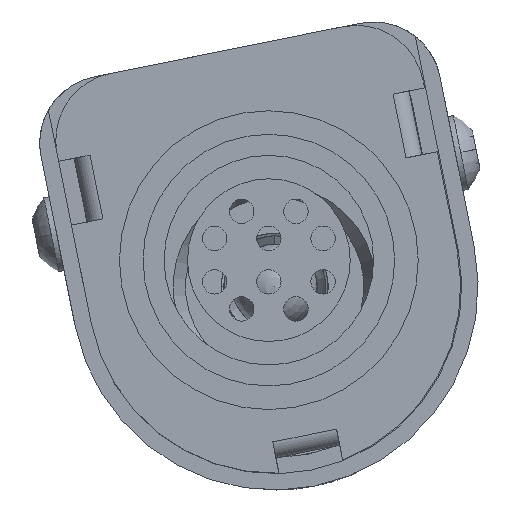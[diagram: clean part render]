
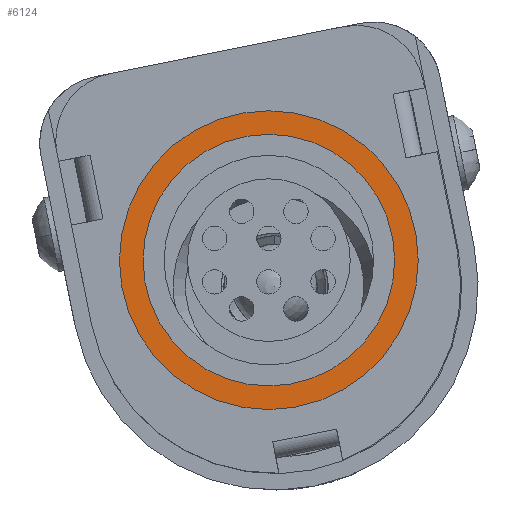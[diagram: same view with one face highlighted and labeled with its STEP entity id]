
A CAD part, front view. The second image highlights one B-rep face of the part: STEP entity #6124.
In plain terms, the highlighted planar face has unit normal (0, -1, 0).
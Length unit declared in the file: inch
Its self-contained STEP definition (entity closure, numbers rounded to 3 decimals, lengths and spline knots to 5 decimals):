
#6123 = EDGE_CURVE ( 'NONE', #6139, #6142, #34442, .T. ) ;
#6124 = ADVANCED_FACE ( 'NONE', ( #34438, #34437 ), #34475, .T. ) ;
#6125 = EDGE_LOOP ( 'NONE', ( #6126, #6127 ) ) ;
#6126 = ORIENTED_EDGE ( 'NONE', *, *, #6150, .F. ) ;
#6127 = ORIENTED_EDGE ( 'NONE', *, *, #6179, .F. ) ;
#6139 = VERTEX_POINT ( 'NONE', #33434 ) ;
#6141 = EDGE_CURVE ( 'NONE', #6142, #6139, #33433, .T. ) ;
#6142 = VERTEX_POINT ( 'NONE', #33428 ) ;
#6150 = EDGE_CURVE ( 'NONE', #6151, #6152, #34964, .T. ) ;
#6151 = VERTEX_POINT ( 'NONE', #34955 ) ;
#6152 = VERTEX_POINT ( 'NONE', #34954 ) ;
#6179 = EDGE_CURVE ( 'NONE', #6152, #6151, #35012, .T. ) ;
#6180 = EDGE_LOOP ( 'NONE', ( #6181, #6182 ) ) ;
#6181 = ORIENTED_EDGE ( 'NONE', *, *, #6141, .T. ) ;
#6182 = ORIENTED_EDGE ( 'NONE', *, *, #6123, .T. ) ;
#33428 = CARTESIAN_POINT ( 'NONE',  ( -1.48359, -4.82237, 1.80436 ) ) ;
#33429 = DIRECTION ( 'NONE',  ( 0., 0., -1. ) ) ;
#33430 = DIRECTION ( 'NONE',  ( 0., -1., 0. ) ) ;
#33431 = CARTESIAN_POINT ( 'NONE',  ( -1.48359, -4.82237, 2.07986 ) ) ;
#33432 = AXIS2_PLACEMENT_3D ( 'NONE', #33431, #33430, #33429 ) ;
#33433 = CIRCLE ( 'NONE', #33432, 0.2755 ) ;
#33434 = CARTESIAN_POINT ( 'NONE',  ( -1.48359, -4.82237, 2.35536 ) ) ;
#34437 = FACE_OUTER_BOUND ( 'NONE', #6180, .T. ) ;
#34438 = FACE_BOUND ( 'NONE', #6125, .T. ) ;
#34439 = DIRECTION ( 'NONE',  ( 0., 0., -1. ) ) ;
#34440 = DIRECTION ( 'NONE',  ( 0., -1., 0. ) ) ;
#34441 = AXIS2_PLACEMENT_3D ( 'NONE', #34448, #34440, #34439 ) ;
#34442 = CIRCLE ( 'NONE', #34441, 0.2755 ) ;
#34448 = CARTESIAN_POINT ( 'NONE',  ( -1.48359, -4.82237, 2.07986 ) ) ;
#34471 = DIRECTION ( 'NONE',  ( 0., 0., -1. ) ) ;
#34472 = DIRECTION ( 'NONE',  ( 0., -1., 0. ) ) ;
#34473 = CARTESIAN_POINT ( 'NONE',  ( -1.48359, -4.82237, 2.07986 ) ) ;
#34474 = AXIS2_PLACEMENT_3D ( 'NONE', #34473, #34472, #34471 ) ;
#34475 = PLANE ( 'NONE',  #34474 ) ;
#34954 = CARTESIAN_POINT ( 'NONE',  ( -1.48359, -4.82237, 2.31186 ) ) ;
#34955 = CARTESIAN_POINT ( 'NONE',  ( -1.48359, -4.82237, 1.84786 ) ) ;
#34956 = DIRECTION ( 'NONE',  ( 0., 0., -1. ) ) ;
#34957 = DIRECTION ( 'NONE',  ( 0., -1., 0. ) ) ;
#34958 = CARTESIAN_POINT ( 'NONE',  ( -1.48359, -4.82237, 2.07986 ) ) ;
#34959 = AXIS2_PLACEMENT_3D ( 'NONE', #34958, #34957, #34956 ) ;
#34964 = CIRCLE ( 'NONE', #34959, 0.232 ) ;
#35008 = DIRECTION ( 'NONE',  ( 0., 0., -1. ) ) ;
#35009 = DIRECTION ( 'NONE',  ( 0., -1., 0. ) ) ;
#35010 = CARTESIAN_POINT ( 'NONE',  ( -1.48359, -4.82237, 2.07986 ) ) ;
#35011 = AXIS2_PLACEMENT_3D ( 'NONE', #35010, #35009, #35008 ) ;
#35012 = CIRCLE ( 'NONE', #35011, 0.232 ) ;
